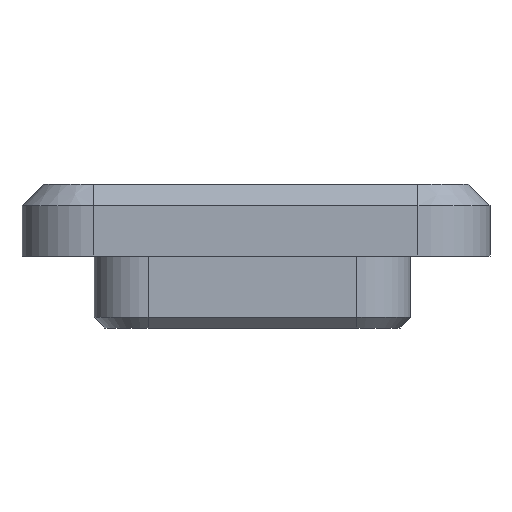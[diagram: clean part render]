
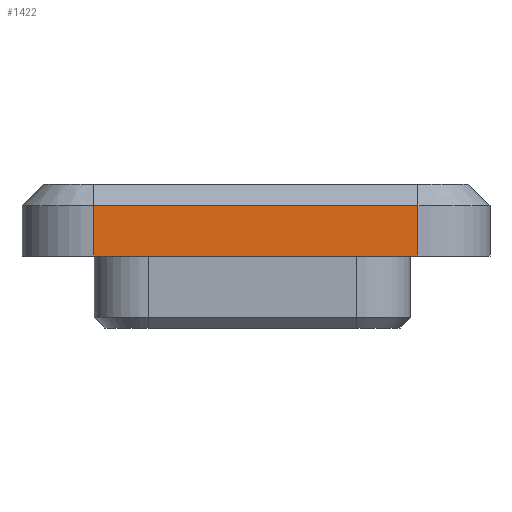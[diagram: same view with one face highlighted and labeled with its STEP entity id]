
A CAD part, left-side view. The second image highlights one B-rep face of the part: STEP entity #1422.
In plain terms, the highlighted planar face has unit normal (-1, 0, 0).
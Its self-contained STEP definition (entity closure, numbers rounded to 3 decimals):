
#72 = PLANE('',#73);
#73 = AXIS2_PLACEMENT_3D('',#74,#75,#76);
#74 = CARTESIAN_POINT('',(6.5,4.3,2.));
#75 = DIRECTION('',(0.,0.,-1.));
#76 = DIRECTION('',(0.,1.,0.));
#468 = EDGE_CURVE('',#469,#471,#473,.T.);
#469 = VERTEX_POINT('',#470);
#470 = CARTESIAN_POINT('',(-5.5,-0.2,2.));
#471 = VERTEX_POINT('',#472);
#472 = CARTESIAN_POINT('',(-5.5,8.8,2.));
#473 = SURFACE_CURVE('',#474,(#478,#485),.PCURVE_S1.);
#474 = LINE('',#475,#476);
#475 = CARTESIAN_POINT('',(-5.5,-0.2,2.));
#476 = VECTOR('',#477,1.);
#477 = DIRECTION('',(0.,1.,0.));
#478 = PCURVE('',#72,#479);
#479 = DEFINITIONAL_REPRESENTATION('',(#480),#484);
#480 = LINE('',#481,#482);
#481 = CARTESIAN_POINT('',(-4.5,-12.));
#482 = VECTOR('',#483,1.);
#483 = DIRECTION('',(1.,0.));
#484 = ( GEOMETRIC_REPRESENTATION_CONTEXT(2) 
PARAMETRIC_REPRESENTATION_CONTEXT() REPRESENTATION_CONTEXT('2D SPACE',''
  ) );
#485 = PCURVE('',#486,#491);
#486 = PLANE('',#487);
#487 = AXIS2_PLACEMENT_3D('',#488,#489,#490);
#488 = CARTESIAN_POINT('',(-5.5,-0.2,2.));
#489 = DIRECTION('',(-1.,0.,0.));
#490 = DIRECTION('',(0.,1.,0.));
#491 = DEFINITIONAL_REPRESENTATION('',(#492),#496);
#492 = LINE('',#493,#494);
#493 = CARTESIAN_POINT('',(0.,0.));
#494 = VECTOR('',#495,1.);
#495 = DIRECTION('',(1.,0.));
#496 = ( GEOMETRIC_REPRESENTATION_CONTEXT(2) 
PARAMETRIC_REPRESENTATION_CONTEXT() REPRESENTATION_CONTEXT('2D SPACE',''
  ) );
#519 = CYLINDRICAL_SURFACE('',#520,2.);
#520 = AXIS2_PLACEMENT_3D('',#521,#522,#523);
#521 = CARTESIAN_POINT('',(-3.5,8.8,2.));
#522 = DIRECTION('',(0.,0.,-1.));
#523 = DIRECTION('',(1.,0.,0.));
#700 = CYLINDRICAL_SURFACE('',#701,2.);
#701 = AXIS2_PLACEMENT_3D('',#702,#703,#704);
#702 = CARTESIAN_POINT('',(-3.5,-0.2,2.));
#703 = DIRECTION('',(0.,0.,-1.));
#704 = DIRECTION('',(1.,0.,0.));
#1422 = ADVANCED_FACE('',(#1423),#486,.T.);
#1423 = FACE_BOUND('',#1424,.T.);
#1424 = EDGE_LOOP('',(#1425,#1448,#1476,#1497));
#1425 = ORIENTED_EDGE('',*,*,#1426,.T.);
#1426 = EDGE_CURVE('',#469,#1427,#1429,.T.);
#1427 = VERTEX_POINT('',#1428);
#1428 = CARTESIAN_POINT('',(-5.5,-0.2,3.4));
#1429 = SURFACE_CURVE('',#1430,(#1434,#1441),.PCURVE_S1.);
#1430 = LINE('',#1431,#1432);
#1431 = CARTESIAN_POINT('',(-5.5,-0.2,2.));
#1432 = VECTOR('',#1433,1.);
#1433 = DIRECTION('',(0.,0.,1.));
#1434 = PCURVE('',#486,#1435);
#1435 = DEFINITIONAL_REPRESENTATION('',(#1436),#1440);
#1436 = LINE('',#1437,#1438);
#1437 = CARTESIAN_POINT('',(0.,0.));
#1438 = VECTOR('',#1439,1.);
#1439 = DIRECTION('',(0.,-1.));
#1440 = ( GEOMETRIC_REPRESENTATION_CONTEXT(2) 
PARAMETRIC_REPRESENTATION_CONTEXT() REPRESENTATION_CONTEXT('2D SPACE',''
  ) );
#1441 = PCURVE('',#700,#1442);
#1442 = DEFINITIONAL_REPRESENTATION('',(#1443),#1447);
#1443 = LINE('',#1444,#1445);
#1444 = CARTESIAN_POINT('',(-3.142,0.));
#1445 = VECTOR('',#1446,1.);
#1446 = DIRECTION('',(-0.,-1.));
#1447 = ( GEOMETRIC_REPRESENTATION_CONTEXT(2) 
PARAMETRIC_REPRESENTATION_CONTEXT() REPRESENTATION_CONTEXT('2D SPACE',''
  ) );
#1448 = ORIENTED_EDGE('',*,*,#1449,.F.);
#1449 = EDGE_CURVE('',#1450,#1427,#1452,.T.);
#1450 = VERTEX_POINT('',#1451);
#1451 = CARTESIAN_POINT('',(-5.5,8.8,3.4));
#1452 = SURFACE_CURVE('',#1453,(#1457,#1464),.PCURVE_S1.);
#1453 = LINE('',#1454,#1455);
#1454 = CARTESIAN_POINT('',(-5.5,8.8,3.4));
#1455 = VECTOR('',#1456,1.);
#1456 = DIRECTION('',(0.,-1.,0.));
#1457 = PCURVE('',#486,#1458);
#1458 = DEFINITIONAL_REPRESENTATION('',(#1459),#1463);
#1459 = LINE('',#1460,#1461);
#1460 = CARTESIAN_POINT('',(9.,-1.4));
#1461 = VECTOR('',#1462,1.);
#1462 = DIRECTION('',(-1.,0.));
#1463 = ( GEOMETRIC_REPRESENTATION_CONTEXT(2) 
PARAMETRIC_REPRESENTATION_CONTEXT() REPRESENTATION_CONTEXT('2D SPACE',''
  ) );
#1464 = PCURVE('',#1465,#1470);
#1465 = PLANE('',#1466);
#1466 = AXIS2_PLACEMENT_3D('',#1467,#1468,#1469);
#1467 = CARTESIAN_POINT('',(-5.2,8.8,3.7));
#1468 = DIRECTION('',(0.707,0.,-0.707));
#1469 = DIRECTION('',(0.,1.,0.));
#1470 = DEFINITIONAL_REPRESENTATION('',(#1471),#1475);
#1471 = LINE('',#1472,#1473);
#1472 = CARTESIAN_POINT('',(0.,-0.424));
#1473 = VECTOR('',#1474,1.);
#1474 = DIRECTION('',(-1.,0.));
#1475 = ( GEOMETRIC_REPRESENTATION_CONTEXT(2) 
PARAMETRIC_REPRESENTATION_CONTEXT() REPRESENTATION_CONTEXT('2D SPACE',''
  ) );
#1476 = ORIENTED_EDGE('',*,*,#1477,.F.);
#1477 = EDGE_CURVE('',#471,#1450,#1478,.T.);
#1478 = SURFACE_CURVE('',#1479,(#1483,#1490),.PCURVE_S1.);
#1479 = LINE('',#1480,#1481);
#1480 = CARTESIAN_POINT('',(-5.5,8.8,2.));
#1481 = VECTOR('',#1482,1.);
#1482 = DIRECTION('',(0.,0.,1.));
#1483 = PCURVE('',#486,#1484);
#1484 = DEFINITIONAL_REPRESENTATION('',(#1485),#1489);
#1485 = LINE('',#1486,#1487);
#1486 = CARTESIAN_POINT('',(9.,0.));
#1487 = VECTOR('',#1488,1.);
#1488 = DIRECTION('',(0.,-1.));
#1489 = ( GEOMETRIC_REPRESENTATION_CONTEXT(2) 
PARAMETRIC_REPRESENTATION_CONTEXT() REPRESENTATION_CONTEXT('2D SPACE',''
  ) );
#1490 = PCURVE('',#519,#1491);
#1491 = DEFINITIONAL_REPRESENTATION('',(#1492),#1496);
#1492 = LINE('',#1493,#1494);
#1493 = CARTESIAN_POINT('',(-3.142,0.));
#1494 = VECTOR('',#1495,1.);
#1495 = DIRECTION('',(-0.,-1.));
#1496 = ( GEOMETRIC_REPRESENTATION_CONTEXT(2) 
PARAMETRIC_REPRESENTATION_CONTEXT() REPRESENTATION_CONTEXT('2D SPACE',''
  ) );
#1497 = ORIENTED_EDGE('',*,*,#468,.F.);
